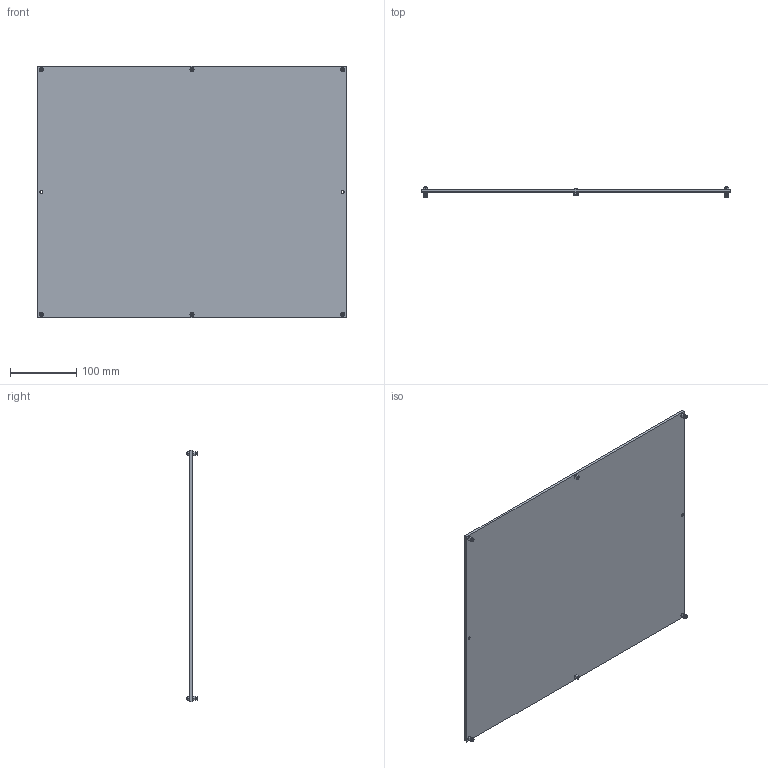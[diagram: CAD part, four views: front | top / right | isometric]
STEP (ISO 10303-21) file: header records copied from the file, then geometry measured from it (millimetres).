
FILE_DESCRIPTION (( 'STEP AP214' ), '1' );
FILE_NAME ('104738~0.STEP', '2020-06-05T12:26:43', ( '' ), ( '' ), 'SwSTEP 2.0', 'SolidWorks 2018', '' );
FILE_SCHEMA (( 'AUTOMOTIVE_DESIGN' ));
Length unit declared in the file: millimetre
Products named in the file (7): ISO7380~n_M03,0x008; DIN934~n_M03,0; 104739~0_S; SKB-II~-s-k-i-i_M3,0x05 St; 15148~0; 104738~0; DIN7991~n_M03,0x016 VA
Assembly tree (21 placements, depth 2):
  104738~0
    104739~0_S
    15148~0  x4
    DIN7991~n_M03,0x016 VA  x4
    DIN934~n_M03,0  x4
    ISO7380~n_M03,0x008  x2
    SKB-II~-s-k-i-i_M3,0x05 St  x6
Bounding box: 466 x 16 x 380 mm (x, y, z)
Volume: 709432.3 mm3; surface area: 364046.4 mm2
Topology: 21 solids, 21 shells, 782 faces, 2122 edges, 1396 vertices
Faces by surface type: cylinder 342, plane 272, cone 164, torus 4
Entity records: 9215 total; most frequent: CARTESIAN_POINT 1715, DIRECTION 1581, ORIENTED_EDGE 1478, EDGE_CURVE 739, AXIS2_PLACEMENT_3D 594, VERTEX_POINT 488, VECTOR 393, LINE 393
